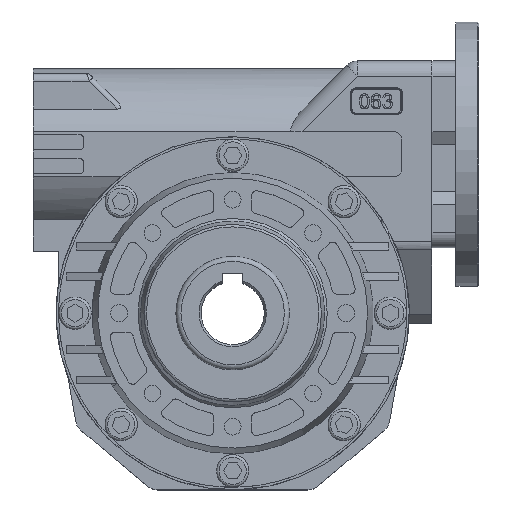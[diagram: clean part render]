
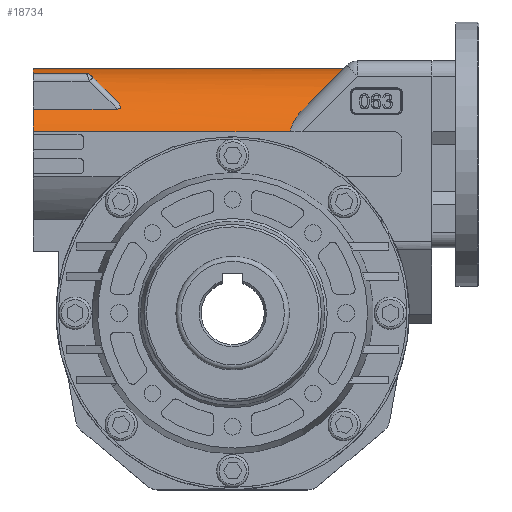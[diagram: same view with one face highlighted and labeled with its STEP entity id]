
A CAD part, top view. The second image highlights one B-rep face of the part: STEP entity #18734.
In plain terms, the highlighted cylindrical face has radius 39.88 mm (diameter 79.76 mm), a partial arc.
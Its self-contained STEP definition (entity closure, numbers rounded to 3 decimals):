
#94=B_SPLINE_CURVE_WITH_KNOTS('',3,(#26748,#26749,#26750,#26751,#26752,
#26753),.UNSPECIFIED.,.F.,.F.,(4,1,1,4),(0.,0.001,
0.001,0.002),.UNSPECIFIED.);
#109=B_SPLINE_CURVE_WITH_KNOTS('',3,(#27995,#27996,#27997,#27998,#27999,
#28000,#28001,#28002,#28003),.UNSPECIFIED.,.F.,.F.,(4,1,1,1,1,1,4),(0.,
0.001,0.001,0.002,0.002,
0.003,0.004),.UNSPECIFIED.);
#111=B_SPLINE_CURVE_WITH_KNOTS('',3,(#28010,#28011,#28012,#28013,#28014,
#28015,#28016,#28017,#28018),.UNSPECIFIED.,.F.,.F.,(4,1,1,1,1,1,4),(0.,
0.001,0.002,0.003,0.003,
0.004,0.004),.UNSPECIFIED.);
#113=B_SPLINE_CURVE_WITH_KNOTS('',3,(#28061,#28062,#28063,#28064,#28065,
#28066),.UNSPECIFIED.,.F.,.F.,(4,1,1,4),(0.,0.001,
0.002,0.002),.UNSPECIFIED.);
#114=B_SPLINE_CURVE_WITH_KNOTS('',3,(#28083,#28084,#28085,#28086,#28087,
#28088),.UNSPECIFIED.,.F.,.F.,(4,1,1,4),(0.,0.003,
0.006,0.012),.UNSPECIFIED.);
#115=B_SPLINE_CURVE_WITH_KNOTS('',3,(#28103,#28104,#28105,#28106,#28107,
#28108),.UNSPECIFIED.,.F.,.F.,(4,1,1,4),(0.,0.006,
0.009,0.011),.UNSPECIFIED.);
#195=ELLIPSE('',#19808,56.399,39.88);
#204=ELLIPSE('',#19942,56.399,39.88);
#208=ELLIPSE('',#20047,56.399,39.88);
#414=CYLINDRICAL_SURFACE('',#20046,39.88);
#1264=LINE('',#27437,#2439);
#1268=LINE('',#27446,#2443);
#1301=LINE('',#27566,#2476);
#1376=LINE('',#27838,#2551);
#1393=LINE('',#27876,#2568);
#1419=LINE('',#27960,#2594);
#2439=VECTOR('',#22779,1000.);
#2443=VECTOR('',#22785,1000.);
#2476=VECTOR('',#22900,1000.);
#2551=VECTOR('',#23155,1000.);
#2568=VECTOR('',#23184,1000.);
#2594=VECTOR('',#23272,1000.);
#6188=ORIENTED_EDGE('',*,*,#8302,.F.);
#6189=ORIENTED_EDGE('',*,*,#8055,.T.);
#6190=ORIENTED_EDGE('',*,*,#8356,.F.);
#6191=ORIENTED_EDGE('',*,*,#8567,.T.);
#6192=ORIENTED_EDGE('',*,*,#8490,.T.);
#6193=ORIENTED_EDGE('',*,*,#8542,.F.);
#6194=ORIENTED_EDGE('',*,*,#8556,.F.);
#6195=ORIENTED_EDGE('',*,*,#8577,.T.);
#6196=ORIENTED_EDGE('',*,*,#8684,.T.);
#6197=ORIENTED_EDGE('',*,*,#8586,.T.);
#6198=ORIENTED_EDGE('',*,*,#8508,.T.);
#6199=ORIENTED_EDGE('',*,*,#8532,.F.);
#6200=ORIENTED_EDGE('',*,*,#8360,.F.);
#6201=ORIENTED_EDGE('',*,*,#8565,.T.);
#6202=ORIENTED_EDGE('',*,*,#8563,.T.);
#6203=ORIENTED_EDGE('',*,*,#8569,.T.);
#6204=ORIENTED_EDGE('',*,*,#8298,.T.);
#6205=ORIENTED_EDGE('',*,*,#8543,.F.);
#8055=EDGE_CURVE('',#9674,#9675,#94,.T.);
#8298=EDGE_CURVE('',#9853,#9854,#1264,.T.);
#8302=EDGE_CURVE('',#9674,#9857,#1268,.T.);
#8356=EDGE_CURVE('',#9899,#9675,#195,.T.);
#8360=EDGE_CURVE('',#9902,#9903,#1301,.T.);
#8490=EDGE_CURVE('',#9994,#9995,#1376,.T.);
#8508=EDGE_CURVE('',#10009,#10008,#1393,.T.);
#8532=EDGE_CURVE('',#9903,#10008,#10691,.T.);
#8542=EDGE_CURVE('',#10028,#9995,#10694,.T.);
#8543=EDGE_CURVE('',#9857,#9854,#10695,.T.);
#8556=EDGE_CURVE('',#9998,#10028,#1419,.T.);
#8563=EDGE_CURVE('',#10040,#10039,#204,.T.);
#8565=EDGE_CURVE('',#9902,#10040,#109,.T.);
#8567=EDGE_CURVE('',#9899,#9994,#111,.T.);
#8569=EDGE_CURVE('',#10039,#9853,#113,.T.);
#8577=EDGE_CURVE('',#9998,#10045,#114,.T.);
#8586=EDGE_CURVE('',#10047,#10009,#115,.T.);
#8684=EDGE_CURVE('',#10045,#10047,#208,.T.);
#9674=VERTEX_POINT('',#26754);
#9675=VERTEX_POINT('',#26755);
#9853=VERTEX_POINT('',#27438);
#9854=VERTEX_POINT('',#27439);
#9857=VERTEX_POINT('',#27447);
#9899=VERTEX_POINT('',#27558);
#9902=VERTEX_POINT('',#27565);
#9903=VERTEX_POINT('',#27567);
#9994=VERTEX_POINT('',#27839);
#9995=VERTEX_POINT('',#27840);
#9998=VERTEX_POINT('',#27848);
#10008=VERTEX_POINT('',#27875);
#10009=VERTEX_POINT('',#27877);
#10028=VERTEX_POINT('',#27935);
#10039=VERTEX_POINT('',#27990);
#10040=VERTEX_POINT('',#27992);
#10045=VERTEX_POINT('',#28082);
#10047=VERTEX_POINT('',#28109);
#10691=CIRCLE('',#19925,39.88);
#10694=CIRCLE('',#19928,39.88);
#10695=CIRCLE('',#19929,39.88);
#11566=EDGE_LOOP('',(#6188,#6189,#6190,#6191,#6192,#6193,#6194,#6195,#6196,
#6197,#6198,#6199,#6200,#6201,#6202,#6203,#6204,#6205));
#12520=FACE_BOUND('',#11566,.T.);
#18734=ADVANCED_FACE('',(#12520),#414,.T.);
#19808=AXIS2_PLACEMENT_3D('',#27557,#22893,#22894);
#19925=AXIS2_PLACEMENT_3D('',#27921,#23233,#23234);
#19928=AXIS2_PLACEMENT_3D('',#27936,#23246,#23247);
#19929=AXIS2_PLACEMENT_3D('',#27937,#23248,#23249);
#19942=AXIS2_PLACEMENT_3D('',#27991,#23286,#23287);
#20046=AXIS2_PLACEMENT_3D('',#28384,#23535,#23536);
#20047=AXIS2_PLACEMENT_3D('',#28385,#23537,#23538);
#22779=DIRECTION('',(-1.,0.,0.));
#22785=DIRECTION('',(-1.,0.,0.));
#22893=DIRECTION('',(-0.707,-0.707,0.));
#22894=DIRECTION('',(-0.707,0.707,0.));
#22900=DIRECTION('',(-1.,0.,0.));
#23155=DIRECTION('',(-1.,0.,0.));
#23184=DIRECTION('',(-1.,0.,0.));
#23233=DIRECTION('',(-1.,0.,0.));
#23234=DIRECTION('',(0.,1.,0.));
#23246=DIRECTION('',(-1.,0.,0.));
#23247=DIRECTION('',(0.,1.,0.));
#23248=DIRECTION('',(-1.,0.,0.));
#23249=DIRECTION('',(0.,1.,0.));
#23272=DIRECTION('',(-1.,0.,0.));
#23286=DIRECTION('',(0.707,0.707,0.));
#23287=DIRECTION('',(-0.707,0.707,0.));
#23535=DIRECTION('',(1.,0.,0.));
#23536=DIRECTION('',(0.,1.,0.));
#23537=DIRECTION('',(-0.707,0.707,0.));
#23538=DIRECTION('',(-0.707,-0.707,0.));
#26748=CARTESIAN_POINT('',(-57.828,95.,12.471));
#26749=CARTESIAN_POINT('',(-57.627,95.,12.471));
#26750=CARTESIAN_POINT('',(-57.261,94.937,12.663));
#26751=CARTESIAN_POINT('',(-56.781,94.731,13.266));
#26752=CARTESIAN_POINT('',(-56.546,94.546,13.778));
#26753=CARTESIAN_POINT('',(-56.414,94.414,14.126));
#26754=CARTESIAN_POINT('',(-57.828,95.,12.471));
#26755=CARTESIAN_POINT('',(-56.414,94.414,14.126));
#27437=CARTESIAN_POINT('',(-57.,95.,-12.471));
#27438=CARTESIAN_POINT('',(-57.828,95.,-12.471));
#27439=CARTESIAN_POINT('',(-79.,95.,-12.471));
#27446=CARTESIAN_POINT('',(-57.,95.,12.471));
#27447=CARTESIAN_POINT('',(-79.,95.,12.471));
#27557=CARTESIAN_POINT('',(-19.12,57.12,0.));
#27558=CARTESIAN_POINT('',(-45.396,83.396,30.));
#27565=CARTESIAN_POINT('',(-45.748,80.919,-32.));
#27566=CARTESIAN_POINT('',(-57.,80.919,-32.));
#27567=CARTESIAN_POINT('',(-79.,80.919,-32.));
#27838=CARTESIAN_POINT('',(-57.,80.919,32.));
#27839=CARTESIAN_POINT('',(-45.748,80.919,32.));
#27840=CARTESIAN_POINT('',(-79.,80.919,32.));
#27848=CARTESIAN_POINT('',(22.795,72.,37.));
#27875=CARTESIAN_POINT('',(-79.,72.,-37.));
#27876=CARTESIAN_POINT('',(167.,72.,-37.));
#27877=CARTESIAN_POINT('',(22.795,72.,-37.));
#27921=CARTESIAN_POINT('',(-79.,57.12,0.));
#27935=CARTESIAN_POINT('',(-79.,72.,37.));
#27936=CARTESIAN_POINT('',(-79.,57.12,0.));
#27937=CARTESIAN_POINT('',(-79.,57.12,0.));
#27960=CARTESIAN_POINT('',(167.,72.,37.));
#27990=CARTESIAN_POINT('',(-56.414,94.414,-14.126));
#27991=CARTESIAN_POINT('',(-19.12,57.12,0.));
#27992=CARTESIAN_POINT('',(-45.396,83.396,-30.));
#27995=CARTESIAN_POINT('',(-45.748,80.919,-32.));
#27996=CARTESIAN_POINT('',(-45.572,80.919,-32.));
#27997=CARTESIAN_POINT('',(-45.221,80.948,-31.978));
#27998=CARTESIAN_POINT('',(-44.744,81.154,-31.825));
#27999=CARTESIAN_POINT('',(-44.501,81.546,-31.526));
#28000=CARTESIAN_POINT('',(-44.506,82.104,-31.087));
#28001=CARTESIAN_POINT('',(-44.813,82.743,-30.564));
#28002=CARTESIAN_POINT('',(-45.186,83.186,-30.184));
#28003=CARTESIAN_POINT('',(-45.396,83.396,-30.));
#28010=CARTESIAN_POINT('',(-45.396,83.396,30.));
#28011=CARTESIAN_POINT('',(-45.186,83.186,30.184));
#28012=CARTESIAN_POINT('',(-44.814,82.746,30.562));
#28013=CARTESIAN_POINT('',(-44.505,82.102,31.089));
#28014=CARTESIAN_POINT('',(-44.502,81.546,31.526));
#28015=CARTESIAN_POINT('',(-44.741,81.156,31.824));
#28016=CARTESIAN_POINT('',(-45.223,80.948,31.979));
#28017=CARTESIAN_POINT('',(-45.572,80.919,32.));
#28018=CARTESIAN_POINT('',(-45.748,80.919,32.));
#28061=CARTESIAN_POINT('',(-56.414,94.414,-14.126));
#28062=CARTESIAN_POINT('',(-56.546,94.546,-13.778));
#28063=CARTESIAN_POINT('',(-56.783,94.732,-13.264));
#28064=CARTESIAN_POINT('',(-57.262,94.937,-12.663));
#28065=CARTESIAN_POINT('',(-57.628,95.,-12.471));
#28066=CARTESIAN_POINT('',(-57.828,95.,-12.471));
#28082=CARTESIAN_POINT('',(27.919,80.919,32.));
#28083=CARTESIAN_POINT('',(22.795,72.,37.));
#28084=CARTESIAN_POINT('',(22.923,72.901,36.638));
#28085=CARTESIAN_POINT('',(23.49,74.583,35.887));
#28086=CARTESIAN_POINT('',(25.117,77.708,34.231));
#28087=CARTESIAN_POINT('',(26.706,79.706,32.903));
#28088=CARTESIAN_POINT('',(27.919,80.919,32.));
#28103=CARTESIAN_POINT('',(27.919,80.919,-32.));
#28104=CARTESIAN_POINT('',(26.704,79.704,-32.904));
#28105=CARTESIAN_POINT('',(25.118,77.705,-34.231));
#28106=CARTESIAN_POINT('',(23.501,74.612,-35.873));
#28107=CARTESIAN_POINT('',(22.923,72.901,-36.638));
#28108=CARTESIAN_POINT('',(22.795,72.,-37.));
#28109=CARTESIAN_POINT('',(27.919,80.919,-32.));
#28384=CARTESIAN_POINT('',(167.,57.12,0.));
#28385=CARTESIAN_POINT('',(4.12,57.12,0.));
